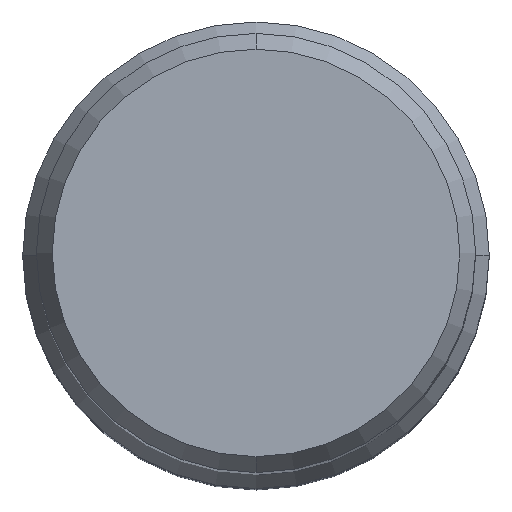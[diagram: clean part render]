
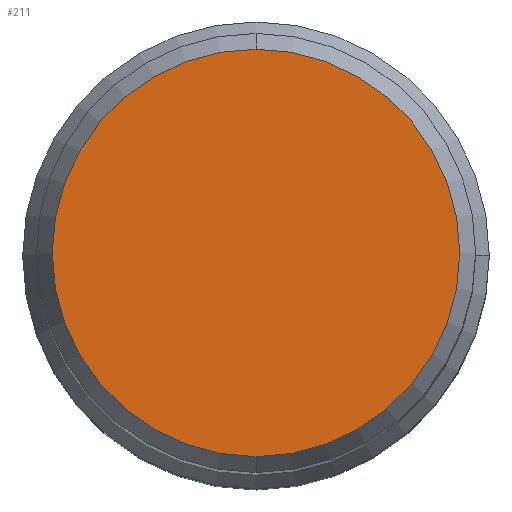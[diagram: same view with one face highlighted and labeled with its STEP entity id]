
A CAD part, top view. The second image highlights one B-rep face of the part: STEP entity #211.
In plain terms, the highlighted planar face has unit normal (0, 0, 1).
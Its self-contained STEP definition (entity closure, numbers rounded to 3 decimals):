
#211=ADVANCED_FACE('',(#571),#572,.T.);
#229=EDGE_CURVE('',#349,#443,#593,.T.);
#349=VERTEX_POINT('',#726);
#361=EDGE_CURVE('',#443,#349,#740,.T.);
#443=VERTEX_POINT('',#830);
#571=FACE_OUTER_BOUND('',#962,.T.);
#572=PLANE('',#963);
#593=CIRCLE('',#1038,7.423);
#726=CARTESIAN_POINT('',(0.,-7.423,0.0));
#740=CIRCLE('',#1339,7.423);
#830=CARTESIAN_POINT('',(0.0,7.423,0.0));
#962=EDGE_LOOP('',(#1735,#1736));
#963=AXIS2_PLACEMENT_3D('',#1737,#1738,#1739);
#1038=AXIS2_PLACEMENT_3D('',#1762,#1763,#1764);
#1339=AXIS2_PLACEMENT_3D('',#1939,#1940,#1941);
#1735=ORIENTED_EDGE('',*,*,#361,.F.);
#1736=ORIENTED_EDGE('',*,*,#229,.F.);
#1737=CARTESIAN_POINT('',(0.0,3.711,0.0));
#1738=DIRECTION('',(-0.0,0.0,1.0));
#1739=DIRECTION('',(0.0,-1.0,0.0));
#1762=CARTESIAN_POINT('',(0.0,0.0,0.0));
#1763=DIRECTION('',(0.0,0.0,-1.0));
#1764=DIRECTION('',(0.0,1.0,0.0));
#1939=CARTESIAN_POINT('',(0.0,0.0,0.0));
#1940=DIRECTION('',(0.0,0.0,-1.0));
#1941=DIRECTION('',(0.0,1.0,0.0));
